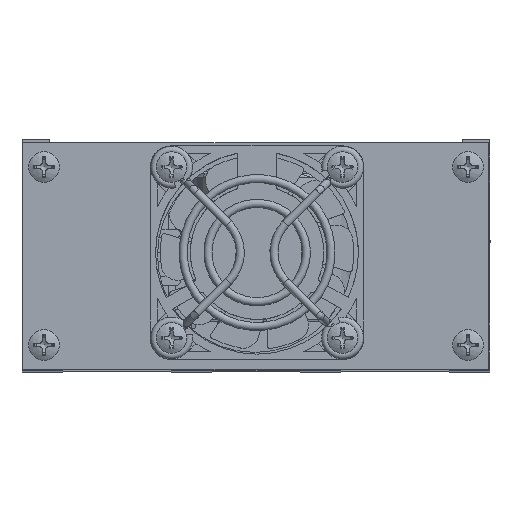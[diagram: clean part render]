
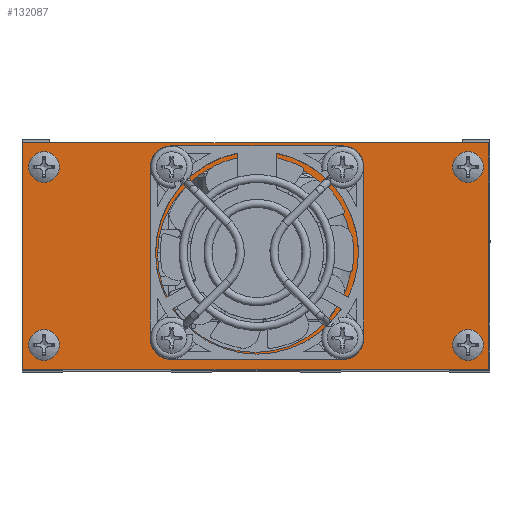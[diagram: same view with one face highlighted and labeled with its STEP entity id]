
A CAD part, top view. The second image highlights one B-rep face of the part: STEP entity #132087.
In plain terms, the highlighted planar face has unit normal (0, 0, 1).
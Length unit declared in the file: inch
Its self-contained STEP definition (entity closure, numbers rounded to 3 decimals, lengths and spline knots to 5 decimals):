
#131639=CARTESIAN_POINT('',(2.42975,0.844,0.063));
#131640=VERTEX_POINT('',#131639);
#131641=CARTESIAN_POINT('',(1.711,0.844,0.063));
#131642=DIRECTION('',(0.0,0.0,-1.0));
#131643=DIRECTION('',(-1.0,0.0,0.0));
#131644=AXIS2_PLACEMENT_3D('',#131641,#131642,#131643);
#131645=CIRCLE('',#131644,0.71875);
#131646=EDGE_CURVE('',#131640,#131640,#131645,.T.);
#131667=CARTESIAN_POINT('',(3.36694,0.18,0.063));
#131668=VERTEX_POINT('',#131667);
#131669=CARTESIAN_POINT('',(3.281,0.18,0.063));
#131670=DIRECTION('',(0.0,0.0,-1.0));
#131671=DIRECTION('',(-1.0,0.0,0.0));
#131672=AXIS2_PLACEMENT_3D('',#131669,#131670,#131671);
#131673=CIRCLE('',#131672,0.08594);
#131674=EDGE_CURVE('',#131668,#131668,#131673,.T.);
#131695=CARTESIAN_POINT('',(3.36694,1.492,0.063));
#131696=VERTEX_POINT('',#131695);
#131697=CARTESIAN_POINT('',(3.281,1.492,0.063));
#131698=DIRECTION('',(0.0,0.0,-1.0));
#131699=DIRECTION('',(-1.0,0.0,0.0));
#131700=AXIS2_PLACEMENT_3D('',#131697,#131698,#131699);
#131701=CIRCLE('',#131700,0.08594);
#131702=EDGE_CURVE('',#131696,#131696,#131701,.T.);
#131723=CARTESIAN_POINT('',(0.24194,0.18,0.063));
#131724=VERTEX_POINT('',#131723);
#131725=CARTESIAN_POINT('',(0.156,0.18,0.063));
#131726=DIRECTION('',(0.0,0.0,-1.0));
#131727=DIRECTION('',(-1.0,0.0,0.0));
#131728=AXIS2_PLACEMENT_3D('',#131725,#131726,#131727);
#131729=CIRCLE('',#131728,0.08594);
#131730=EDGE_CURVE('',#131724,#131724,#131729,.T.);
#131751=CARTESIAN_POINT('',(0.24194,1.492,0.063));
#131752=VERTEX_POINT('',#131751);
#131753=CARTESIAN_POINT('',(0.156,1.492,0.063));
#131754=DIRECTION('',(0.0,0.0,-1.0));
#131755=DIRECTION('',(-1.0,0.0,0.0));
#131756=AXIS2_PLACEMENT_3D('',#131753,#131754,#131755);
#131757=CIRCLE('',#131756,0.08594);
#131758=EDGE_CURVE('',#131752,#131752,#131757,.T.);
#131779=CARTESIAN_POINT('',(1.12069,0.199,0.063));
#131780=VERTEX_POINT('',#131779);
#131781=CARTESIAN_POINT('',(1.066,0.199,0.063));
#131782=DIRECTION('',(0.0,0.0,-1.0));
#131783=DIRECTION('',(-1.0,0.0,0.0));
#131784=AXIS2_PLACEMENT_3D('',#131781,#131782,#131783);
#131785=CIRCLE('',#131784,0.05469);
#131786=EDGE_CURVE('',#131780,#131780,#131785,.T.);
#131807=CARTESIAN_POINT('',(2.41069,0.199,0.063));
#131808=VERTEX_POINT('',#131807);
#131809=CARTESIAN_POINT('',(2.356,0.199,0.063));
#131810=DIRECTION('',(0.0,0.0,-1.0));
#131811=DIRECTION('',(-1.0,0.0,0.0));
#131812=AXIS2_PLACEMENT_3D('',#131809,#131810,#131811);
#131813=CIRCLE('',#131812,0.05469);
#131814=EDGE_CURVE('',#131808,#131808,#131813,.T.);
#131835=CARTESIAN_POINT('',(2.41069,1.489,0.063));
#131836=VERTEX_POINT('',#131835);
#131837=CARTESIAN_POINT('',(2.356,1.489,0.063));
#131838=DIRECTION('',(0.0,0.0,-1.0));
#131839=DIRECTION('',(-1.0,0.0,0.0));
#131840=AXIS2_PLACEMENT_3D('',#131837,#131838,#131839);
#131841=CIRCLE('',#131840,0.05469);
#131842=EDGE_CURVE('',#131836,#131836,#131841,.T.);
#131863=CARTESIAN_POINT('',(1.12069,1.489,0.063));
#131864=VERTEX_POINT('',#131863);
#131865=CARTESIAN_POINT('',(1.066,1.489,0.063));
#131866=DIRECTION('',(0.0,0.0,-1.0));
#131867=DIRECTION('',(-1.0,0.0,0.0));
#131868=AXIS2_PLACEMENT_3D('',#131865,#131866,#131867);
#131869=CIRCLE('',#131868,0.05469);
#131870=EDGE_CURVE('',#131864,#131864,#131869,.T.);
#131891=CARTESIAN_POINT('',(0.0,0.0,0.063));
#131892=VERTEX_POINT('',#131891);
#131893=CARTESIAN_POINT('',(0.,1.671,0.063));
#131894=VERTEX_POINT('',#131893);
#131895=CARTESIAN_POINT('',(0.0,0.0,0.063));
#131896=DIRECTION('',(0.0,1.0,0.0));
#131897=VECTOR('',#131896,1.671);
#131898=LINE('',#131895,#131897);
#131899=EDGE_CURVE('',#131892,#131894,#131898,.T.);
#131931=CARTESIAN_POINT('',(3.43,1.671,0.063));
#131932=VERTEX_POINT('',#131931);
#131933=CARTESIAN_POINT('',(0.,1.671,0.063));
#131934=DIRECTION('',(1.0,0.0,0.0));
#131935=VECTOR('',#131934,3.43);
#131936=LINE('',#131933,#131935);
#131937=EDGE_CURVE('',#131894,#131932,#131936,.T.);
#131962=CARTESIAN_POINT('',(3.43,0.0,0.063));
#131963=VERTEX_POINT('',#131962);
#131964=CARTESIAN_POINT('',(3.43,1.671,0.063));
#131965=DIRECTION('',(0.0,-1.0,0.0));
#131966=VECTOR('',#131965,1.671);
#131967=LINE('',#131964,#131966);
#131968=EDGE_CURVE('',#131932,#131963,#131967,.T.);
#131993=CARTESIAN_POINT('',(3.43,0.0,0.063));
#131994=DIRECTION('',(-1.0,0.0,0.0));
#131995=VECTOR('',#131994,3.43);
#131996=LINE('',#131993,#131995);
#131997=EDGE_CURVE('',#131963,#131892,#131996,.T.);
#132049=CARTESIAN_POINT('',(1.715,0.8355,0.063));
#132050=DIRECTION('',(0.0,0.0,1.0));
#132051=DIRECTION('',(1.0,0.0,0.0));
#132052=AXIS2_PLACEMENT_3D('',#132049,#132050,#132051);
#132053=PLANE('',#132052);
#132054=ORIENTED_EDGE('',*,*,#131899,.F.);
#132055=ORIENTED_EDGE('',*,*,#131997,.F.);
#132056=ORIENTED_EDGE('',*,*,#131968,.F.);
#132057=ORIENTED_EDGE('',*,*,#131937,.F.);
#132058=EDGE_LOOP('',(#132054,#132055,#132056,#132057));
#132059=FACE_OUTER_BOUND('',#132058,.T.);
#132060=ORIENTED_EDGE('',*,*,#131646,.T.);
#132061=EDGE_LOOP('',(#132060));
#132062=FACE_BOUND('',#132061,.T.);
#132063=ORIENTED_EDGE('',*,*,#131674,.T.);
#132064=EDGE_LOOP('',(#132063));
#132065=FACE_BOUND('',#132064,.T.);
#132066=ORIENTED_EDGE('',*,*,#131702,.T.);
#132067=EDGE_LOOP('',(#132066));
#132068=FACE_BOUND('',#132067,.T.);
#132069=ORIENTED_EDGE('',*,*,#131730,.T.);
#132070=EDGE_LOOP('',(#132069));
#132071=FACE_BOUND('',#132070,.T.);
#132072=ORIENTED_EDGE('',*,*,#131758,.T.);
#132073=EDGE_LOOP('',(#132072));
#132074=FACE_BOUND('',#132073,.T.);
#132075=ORIENTED_EDGE('',*,*,#131786,.T.);
#132076=EDGE_LOOP('',(#132075));
#132077=FACE_BOUND('',#132076,.T.);
#132078=ORIENTED_EDGE('',*,*,#131814,.T.);
#132079=EDGE_LOOP('',(#132078));
#132080=FACE_BOUND('',#132079,.T.);
#132081=ORIENTED_EDGE('',*,*,#131842,.T.);
#132082=EDGE_LOOP('',(#132081));
#132083=FACE_BOUND('',#132082,.T.);
#132084=ORIENTED_EDGE('',*,*,#131870,.T.);
#132085=EDGE_LOOP('',(#132084));
#132086=FACE_BOUND('',#132085,.T.);
#132087=ADVANCED_FACE('',(#132059,#132062,#132065,#132068,#132071,#132074,#132077,#132080,#132083,#132086),#132053,.T.);
